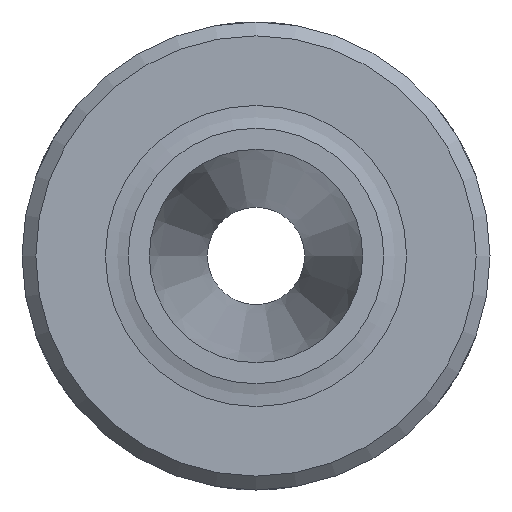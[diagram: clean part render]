
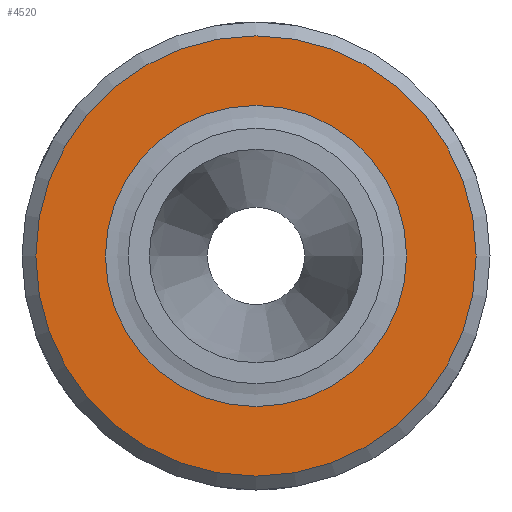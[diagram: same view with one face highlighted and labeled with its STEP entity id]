
A CAD part, front view. The second image highlights one B-rep face of the part: STEP entity #4520.
In plain terms, the highlighted planar face has unit normal (0, -1, 0).
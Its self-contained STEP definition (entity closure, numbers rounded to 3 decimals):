
#37=PLANE('',#4798);
#55=FACE_BOUND('',#514,.T.);
#260=FACE_OUTER_BOUND('',#513,.T.);
#513=EDGE_LOOP('',(#3513));
#514=EDGE_LOOP('',(#3514));
#584=CIRCLE('',#4792,15.9);
#589=CIRCLE('',#4799,10.873);
#1933=VERTEX_POINT('',#12688);
#1938=VERTEX_POINT('',#13194);
#2582=EDGE_CURVE('',#1933,#1933,#584,.T.);
#2601=EDGE_CURVE('',#1938,#1938,#589,.T.);
#3513=ORIENTED_EDGE('',*,*,#2582,.F.);
#3514=ORIENTED_EDGE('',*,*,#2601,.F.);
#4520=ADVANCED_FACE('',(#260,#55),#37,.T.);
#4792=AXIS2_PLACEMENT_3D('',#12689,#5485,#5486);
#4798=AXIS2_PLACEMENT_3D('',#13193,#5499,#5500);
#4799=AXIS2_PLACEMENT_3D('',#13195,#5501,#5502);
#5485=DIRECTION('center_axis',(0.,1.,0.));
#5486=DIRECTION('ref_axis',(-1.,0.,0.));
#5499=DIRECTION('center_axis',(0.,-1.,0.));
#5500=DIRECTION('ref_axis',(0.,0.,-1.));
#5501=DIRECTION('center_axis',(0.,-1.,0.));
#5502=DIRECTION('ref_axis',(1.,0.,0.));
#12688=CARTESIAN_POINT('',(15.9,0.,0.));
#12689=CARTESIAN_POINT('Origin',(0.,0.,
0.));
#13193=CARTESIAN_POINT('Origin',(10.873,0.,
0.));
#13194=CARTESIAN_POINT('',(0.,0.,
10.873));
#13195=CARTESIAN_POINT('Origin',(0.,0.,
0.));
